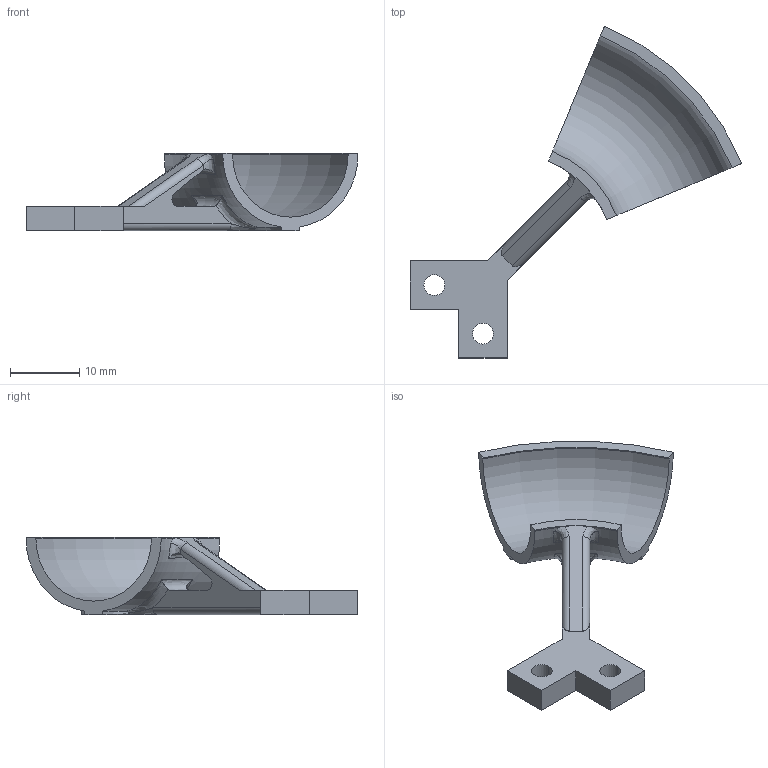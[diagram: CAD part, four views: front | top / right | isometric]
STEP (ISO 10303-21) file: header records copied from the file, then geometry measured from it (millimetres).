
FILE_DESCRIPTION (( 'STEP AP203' ), '1' );
FILE_NAME ('corner_holder.STEP', '2024-10-10T20:31:58', ( '' ), ( '' ), 'SwSTEP 2.0', 'SolidWorks 2024', '' );
FILE_SCHEMA (( 'CONFIG_CONTROL_DESIGN' ));
Length unit declared in the file: metre
Products named in the file (1): corner_holder
Bounding box: 47.79 x 47.79 x 11.13 mm (x, y, z)
Volume: 1906 mm3; surface area: 2381.7 mm2
Topology: 1 solids, 1 shells, 56 faces, 160 edges, 105 vertices
Faces by surface type: plane 24, cylinder 13, bspline 9, torus 8, cone 2
Entity records: 2410 total; most frequent: CARTESIAN_POINT 947, ORIENTED_EDGE 320, DIRECTION 255, EDGE_CURVE 160, VERTEX_POINT 105, AXIS2_PLACEMENT_3D 94, VECTOR 67, LINE 67
